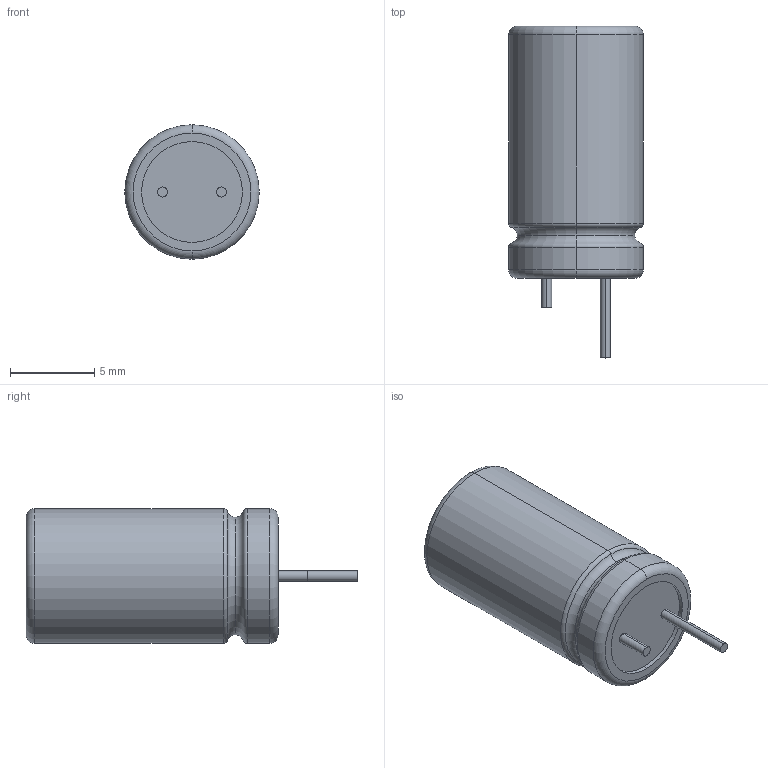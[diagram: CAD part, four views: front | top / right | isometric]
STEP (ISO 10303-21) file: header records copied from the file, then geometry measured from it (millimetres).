
FILE_DESCRIPTION (( 'STEP AP214' ), '1' );
FILE_NAME ('电解电容3.5脚距.STEP', '2016-09-06T01:44:30', ( '' ), ( '' ), 'SwSTEP 2.0', 'SolidWorks 2016', '' );
FILE_SCHEMA (( 'AUTOMOTIVE_DESIGN' ));
Length unit declared in the file: millimetre
Products named in the file (1): 电解电容3.5脚距
Bounding box: 8 x 19.75 x 8 mm (x, y, z)
Volume: 729.5 mm3; surface area: 496.8 mm2
Topology: 1 solids, 1 shells, 30 faces, 58 edges, 34 vertices
Faces by surface type: torus 12, cylinder 12, plane 6
Entity records: 898 total; most frequent: DIRECTION 166, CARTESIAN_POINT 123, ORIENTED_EDGE 116, AXIS2_PLACEMENT_3D 77, EDGE_CURVE 58, CIRCLE 46, EDGE_LOOP 34, VERTEX_POINT 34
